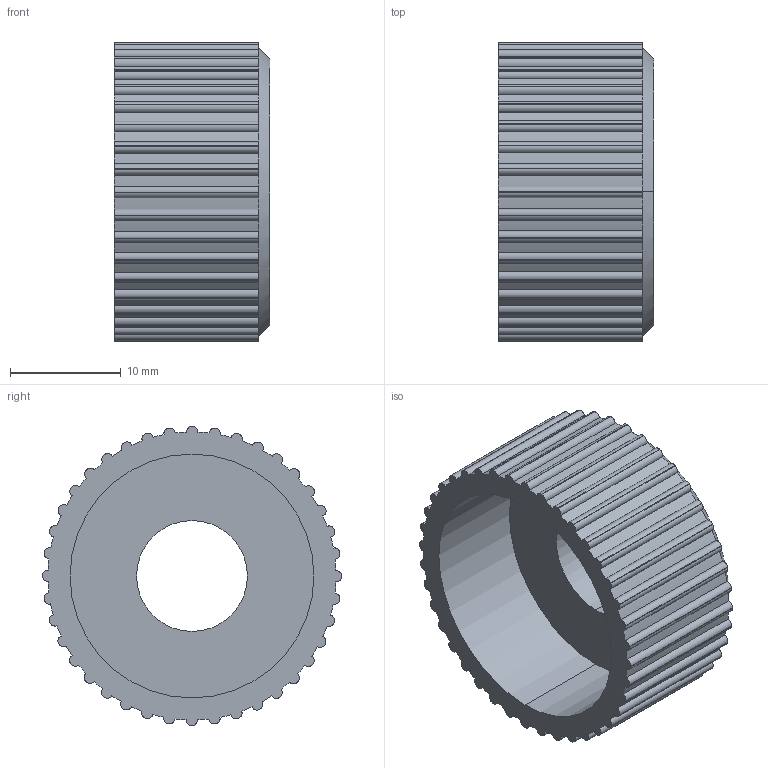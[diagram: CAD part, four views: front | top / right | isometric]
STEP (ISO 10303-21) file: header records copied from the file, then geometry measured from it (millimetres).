
FILE_DESCRIPTION (( 'STEP AP214' ), '1' );
FILE_NAME ('13_Cierre.STEP', '2020-08-07T19:58:44', ( '' ), ( '' ), 'SwSTEP 2.0', 'SolidWorks 2020', '' );
FILE_SCHEMA (( 'AUTOMOTIVE_DESIGN' ));
Length unit declared in the file: millimetre
Products named in the file (1): 13_Cierre
Bounding box: 14 x 27 x 27 mm (x, y, z)
Volume: 3795.8 mm3; surface area: 3119.2 mm2
Topology: 1 solids, 1 shells, 229 faces, 598 edges, 372 vertices
Faces by surface type: cylinder 184, plane 43, cone 2
Entity records: 7244 total; most frequent: DIRECTION 1470, CARTESIAN_POINT 1200, ORIENTED_EDGE 1196, AXIS2_PLACEMENT_3D 642, EDGE_CURVE 598, CIRCLE 412, VERTEX_POINT 372, EDGE_LOOP 232
